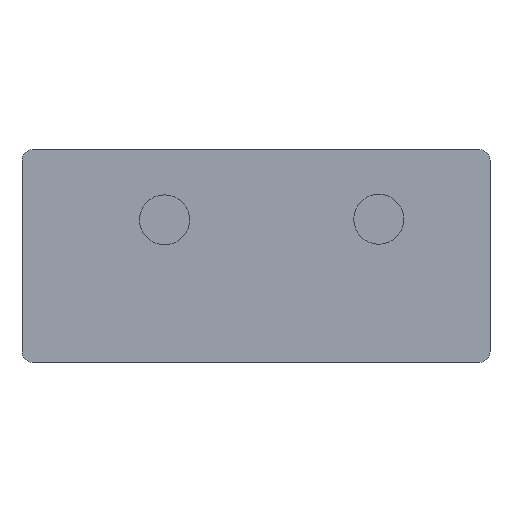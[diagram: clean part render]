
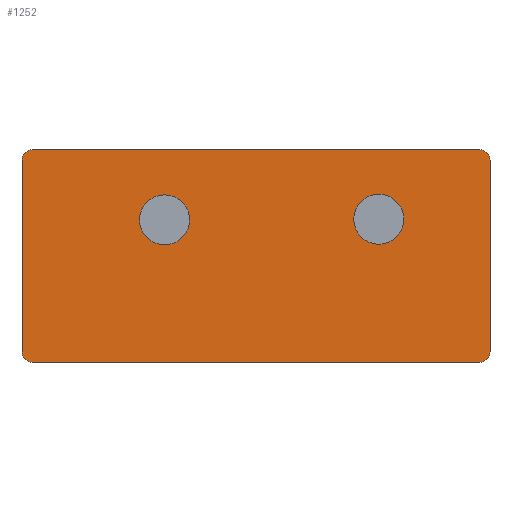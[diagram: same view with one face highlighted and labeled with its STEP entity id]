
A CAD part, front view. The second image highlights one B-rep face of the part: STEP entity #1252.
In plain terms, the highlighted planar face has unit normal (0, -1, 0).
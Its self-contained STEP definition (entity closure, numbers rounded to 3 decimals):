
#24=PLANE('',#1346);
#78=FACE_BOUND('',#190,.T.);
#79=FACE_BOUND('',#191,.T.);
#112=FACE_OUTER_BOUND('',#189,.T.);
#189=EDGE_LOOP('',(#922,#923,#924,#925,#926,#927,#928,#929));
#190=EDGE_LOOP('',(#930));
#191=EDGE_LOOP('',(#931));
#275=LINE('',#1975,#409);
#293=LINE('',#2013,#427);
#294=LINE('',#2017,#428);
#295=LINE('',#2021,#429);
#409=VECTOR('',#1478,36.);
#427=VECTOR('',#1500,10.);
#428=VECTOR('',#1503,10.);
#429=VECTOR('',#1506,14.);
#543=CIRCLE('',#1343,1.);
#545=CIRCLE('',#1347,1.);
#546=CIRCLE('',#1348,1.);
#547=CIRCLE('',#1349,1.);
#548=CIRCLE('',#1350,2.35);
#549=CIRCLE('',#1351,2.35);
#587=VERTEX_POINT('',#1968);
#588=VERTEX_POINT('',#1970);
#589=VERTEX_POINT('',#1974);
#607=VERTEX_POINT('',#2012);
#608=VERTEX_POINT('',#2014);
#609=VERTEX_POINT('',#2016);
#610=VERTEX_POINT('',#2018);
#611=VERTEX_POINT('',#2020);
#612=VERTEX_POINT('',#2023);
#613=VERTEX_POINT('',#2025);
#710=EDGE_CURVE('',#587,#588,#543,.T.);
#712=EDGE_CURVE('',#588,#589,#275,.T.);
#731=EDGE_CURVE('',#587,#607,#293,.T.);
#732=EDGE_CURVE('',#608,#607,#545,.T.);
#733=EDGE_CURVE('',#609,#608,#294,.T.);
#734=EDGE_CURVE('',#610,#609,#546,.T.);
#735=EDGE_CURVE('',#611,#610,#295,.T.);
#736=EDGE_CURVE('',#589,#611,#547,.T.);
#737=EDGE_CURVE('',#612,#612,#548,.F.);
#738=EDGE_CURVE('',#613,#613,#549,.F.);
#922=ORIENTED_EDGE('',*,*,#710,.F.);
#923=ORIENTED_EDGE('',*,*,#731,.T.);
#924=ORIENTED_EDGE('',*,*,#732,.F.);
#925=ORIENTED_EDGE('',*,*,#733,.F.);
#926=ORIENTED_EDGE('',*,*,#734,.F.);
#927=ORIENTED_EDGE('',*,*,#735,.F.);
#928=ORIENTED_EDGE('',*,*,#736,.F.);
#929=ORIENTED_EDGE('',*,*,#712,.F.);
#930=ORIENTED_EDGE('',*,*,#737,.F.);
#931=ORIENTED_EDGE('',*,*,#738,.F.);
#1252=ADVANCED_FACE('',(#112,#78,#79),#24,.F.);
#1343=AXIS2_PLACEMENT_3D('',#1971,#1473,#1474);
#1346=AXIS2_PLACEMENT_3D('',#2011,#1498,#1499);
#1347=AXIS2_PLACEMENT_3D('',#2015,#1501,#1502);
#1348=AXIS2_PLACEMENT_3D('',#2019,#1504,#1505);
#1349=AXIS2_PLACEMENT_3D('',#2022,#1507,#1508);
#1350=AXIS2_PLACEMENT_3D('',#2024,#1509,#1510);
#1351=AXIS2_PLACEMENT_3D('',#2026,#1511,#1512);
#1473=DIRECTION('center_axis',(0.,1.,0.));
#1474=DIRECTION('ref_axis',(-0.707,0.,0.707));
#1478=DIRECTION('',(1.,0.,0.));
#1498=DIRECTION('center_axis',(0.,1.,0.));
#1499=DIRECTION('ref_axis',(0.,0.,1.));
#1500=DIRECTION('',(0.,0.,-1.));
#1501=DIRECTION('center_axis',(0.,1.,0.));
#1502=DIRECTION('ref_axis',(-0.707,0.,-0.707));
#1503=DIRECTION('',(-1.,0.,0.));
#1504=DIRECTION('center_axis',(0.,1.,0.));
#1505=DIRECTION('ref_axis',(0.707,0.,-0.707));
#1506=DIRECTION('',(0.,0.,-1.));
#1507=DIRECTION('center_axis',(0.,1.,0.));
#1508=DIRECTION('ref_axis',(0.707,0.,0.707));
#1509=DIRECTION('center_axis',(0.,1.,0.));
#1510=DIRECTION('ref_axis',(0.,0.,1.));
#1511=DIRECTION('center_axis',(0.,1.,0.));
#1512=DIRECTION('ref_axis',(0.,0.,1.));
#1968=CARTESIAN_POINT('',(-22.,-12.,19.));
#1970=CARTESIAN_POINT('',(-21.,-12.,20.));
#1971=CARTESIAN_POINT('Origin',(-21.,-12.,19.));
#1974=CARTESIAN_POINT('',(21.,-12.,20.));
#1975=CARTESIAN_POINT('',(-18.,-12.,20.));
#2011=CARTESIAN_POINT('Origin',(-19.,-12.,20.));
#2012=CARTESIAN_POINT('',(-22.,-12.,1.));
#2013=CARTESIAN_POINT('',(-22.,-12.,4.));
#2014=CARTESIAN_POINT('',(-21.,-12.,0.));
#2015=CARTESIAN_POINT('Origin',(-21.,-12.,1.));
#2016=CARTESIAN_POINT('',(21.,-12.,0.));
#2017=CARTESIAN_POINT('',(-19.,-12.,0.));
#2018=CARTESIAN_POINT('',(22.,-12.,1.));
#2019=CARTESIAN_POINT('Origin',(21.,-12.,1.));
#2020=CARTESIAN_POINT('',(22.,-12.,19.));
#2021=CARTESIAN_POINT('',(22.,-12.,19.));
#2022=CARTESIAN_POINT('Origin',(21.,-12.,19.));
#2023=CARTESIAN_POINT('',(-8.6,-12.,11.05));
#2024=CARTESIAN_POINT('Origin',(-8.6,-12.,13.4));
#2025=CARTESIAN_POINT('',(11.545,-12.,11.109));
#2026=CARTESIAN_POINT('Origin',(11.545,-12.,13.459));
